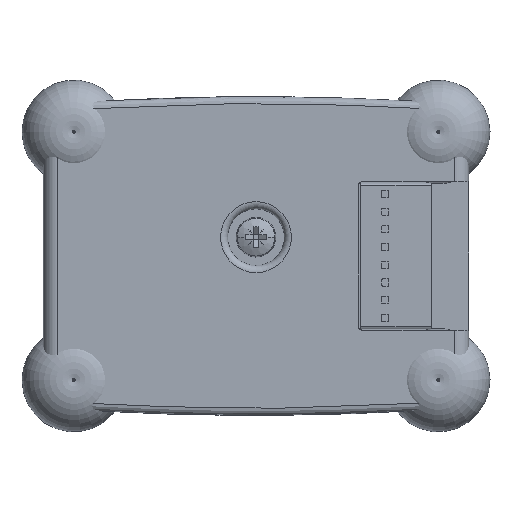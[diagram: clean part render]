
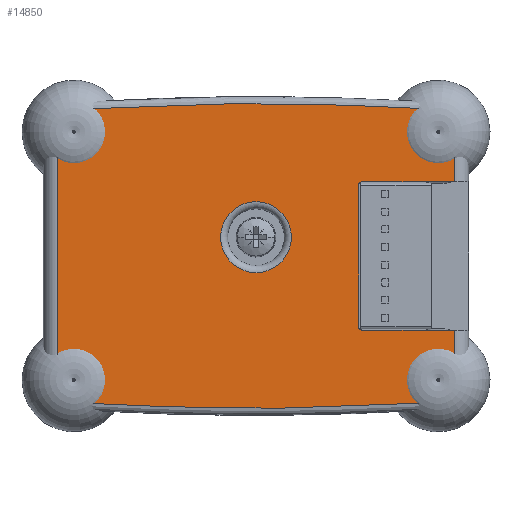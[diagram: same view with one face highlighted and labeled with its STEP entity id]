
A CAD part, top view. The second image highlights one B-rep face of the part: STEP entity #14850.
In plain terms, the highlighted planar face has unit normal (0, 0, 1).
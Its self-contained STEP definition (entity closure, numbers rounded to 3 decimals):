
#649=B_SPLINE_CURVE_WITH_KNOTS('',3,(#20569,#20570,#20571,#20572,#20573,
#20574,#20575,#20576,#20577,#20578,#20579,#20580,#20581,#20582,#20583,#20584,
#20585,#20586,#20587,#20588,#20589,#20590,#20591,#20592,#20593,#20594,#20595,
#20596,#20597,#20598,#20599),.UNSPECIFIED.,.F.,.U.,(4,3,3,3,3,3,3,3,3,3,
4),(-0.005,0.,1.014,1.998,2.612,
2.997,3.381,3.996,4.979,5.993,
5.998),.UNSPECIFIED.);
#650=B_SPLINE_CURVE_WITH_KNOTS('',3,(#20603,#20604,#20605,#20606,#20607,
#20608,#20609,#20610,#20611,#20612,#20613,#20614,#20615,#20616,#20617,#20618,
#20619,#20620,#20621,#20622,#20623,#20624,#20625,#20626,#20627,#20628,#20629,
#20630,#20631,#20632,#20633),.UNSPECIFIED.,.F.,.U.,(4,3,3,3,3,3,3,3,3,3,
4),(-0.005,0.,1.014,1.998,2.612,
2.997,3.381,3.996,4.979,5.993,
5.998),.UNSPECIFIED.);
#868=VECTOR('',#16018,1.);
#870=VECTOR('',#16029,1.);
#876=VECTOR('',#16042,1.);
#879=VECTOR('',#16048,1.);
#880=VECTOR('',#16052,1.);
#2187=LINE('',#20504,#868);
#2189=LINE('',#20515,#870);
#2195=LINE('',#20530,#876);
#2198=LINE('',#20550,#879);
#2199=LINE('',#20601,#880);
#3420=PLANE('',#27794);
#4026=VERTEX_POINT('',#20497);
#4029=VERTEX_POINT('',#20503);
#4031=VERTEX_POINT('',#20509);
#4032=VERTEX_POINT('',#20513);
#4034=VERTEX_POINT('',#20516);
#4038=VERTEX_POINT('',#20526);
#4040=VERTEX_POINT('',#20549);
#4041=VERTEX_POINT('',#20551);
#4043=VERTEX_POINT('',#20568);
#4044=VERTEX_POINT('',#20600);
#4045=VERTEX_POINT('',#20602);
#5363=CIRCLE('',#27785,0.04);
#5366=CIRCLE('',#27790,0.04);
#5367=CIRCLE('',#27795,0.5);
#6252=EDGE_CURVE('',#4026,#4029,#2187,.T.);
#6255=EDGE_CURVE('',#4029,#4031,#5363,.T.);
#6257=EDGE_CURVE('',#4034,#4032,#2189,.T.);
#6262=EDGE_CURVE('',#4038,#4034,#5366,.T.);
#6265=EDGE_CURVE('',#4031,#4038,#2195,.T.);
#6269=EDGE_CURVE('',#4040,#4032,#2198,.T.);
#6270=EDGE_CURVE('',#4026,#4041,#2198,.T.);
#6273=EDGE_CURVE('',#4043,#4043,#5367,.T.);
#6274=EDGE_CURVE('',#4044,#4040,#649,.T.);
#6275=EDGE_CURVE('',#4045,#4044,#2199,.T.);
#6276=EDGE_CURVE('',#4041,#4045,#650,.T.);
#8675=ORIENTED_EDGE('',*,*,#6273,.F.);
#8676=ORIENTED_EDGE('',*,*,#6252,.T.);
#8677=ORIENTED_EDGE('',*,*,#6255,.T.);
#8678=ORIENTED_EDGE('',*,*,#6265,.T.);
#8679=ORIENTED_EDGE('',*,*,#6262,.T.);
#8680=ORIENTED_EDGE('',*,*,#6257,.T.);
#8681=ORIENTED_EDGE('',*,*,#6269,.F.);
#8682=ORIENTED_EDGE('',*,*,#6274,.F.);
#8683=ORIENTED_EDGE('',*,*,#6275,.F.);
#8684=ORIENTED_EDGE('',*,*,#6276,.F.);
#8685=ORIENTED_EDGE('',*,*,#6270,.F.);
#12759=EDGE_LOOP('',(#8675));
#12760=EDGE_LOOP('',(#8676,#8677,#8678,#8679,#8680,#8681,#8682,#8683,#8684,
#8685));
#13820=FACE_BOUND('',#12759,.T.);
#13821=FACE_BOUND('',#12760,.T.);
#14850=ADVANCED_FACE('',(#13820,#13821),#3420,.T.);
#16018=DIRECTION('',(-1.,0.,0.));
#16024=DIRECTION('',(0.,0.,-1.));
#16025=DIRECTION('',(0.04,0.,0.));
#16029=DIRECTION('',(1.,0.,0.));
#16037=DIRECTION('',(0.,0.,-1.));
#16038=DIRECTION('',(0.04,0.,0.));
#16042=DIRECTION('',(0.,1.,0.));
#16048=DIRECTION('',(0.,-1.,0.));
#16049=DIRECTION('',(0.,0.,1.));
#16050=DIRECTION('',(0.,0.,1.));
#16051=DIRECTION('',(0.,-0.5,0.));
#16052=DIRECTION('',(0.,1.,0.));
#20497=CARTESIAN_POINT('',(2.8,-1.045,0.95));
#20503=CARTESIAN_POINT('',(1.49,-1.045,0.95));
#20504=CARTESIAN_POINT('',(1.123,-1.045,0.95));
#20509=CARTESIAN_POINT('',(1.45,-1.005,0.95));
#20510=CARTESIAN_POINT('',(1.49,-1.005,0.95));
#20513=CARTESIAN_POINT('',(2.8,1.045,0.95));
#20515=CARTESIAN_POINT('',(1.123,1.045,0.95));
#20516=CARTESIAN_POINT('',(1.49,1.045,0.95));
#20525=CARTESIAN_POINT('',(1.49,1.005,0.95));
#20526=CARTESIAN_POINT('',(1.45,1.005,0.95));
#20530=CARTESIAN_POINT('',(1.45,0.,0.95));
#20549=CARTESIAN_POINT('',(2.8,2.06,0.95));
#20550=CARTESIAN_POINT('',(2.8,0.,0.95));
#20551=CARTESIAN_POINT('',(2.8,-2.06,0.95));
#20566=CARTESIAN_POINT('',(0.,0.,0.95));
#20567=CARTESIAN_POINT('',(0.,0.265,0.95));
#20568=CARTESIAN_POINT('',(0.,0.765,0.95));
#20569=CARTESIAN_POINT('',(-3.,2.05,0.95));
#20570=CARTESIAN_POINT('',(-2.998,2.05,0.95));
#20571=CARTESIAN_POINT('',(-2.997,2.05,0.95));
#20572=CARTESIAN_POINT('',(-2.995,2.05,0.95));
#20573=CARTESIAN_POINT('',(-2.657,2.067,0.95));
#20574=CARTESIAN_POINT('',(-2.32,2.084,0.95));
#20575=CARTESIAN_POINT('',(-1.982,2.099,0.95));
#20576=CARTESIAN_POINT('',(-1.654,2.113,0.95));
#20577=CARTESIAN_POINT('',(-1.326,2.126,0.95));
#20578=CARTESIAN_POINT('',(-0.999,2.135,0.95));
#20579=CARTESIAN_POINT('',(-0.794,2.141,0.95));
#20580=CARTESIAN_POINT('',(-0.589,2.145,0.95));
#20581=CARTESIAN_POINT('',(-0.384,2.148,0.95));
#20582=CARTESIAN_POINT('',(-0.256,2.149,0.95));
#20583=CARTESIAN_POINT('',(-0.128,2.15,0.95));
#20584=CARTESIAN_POINT('',(0.,2.15,0.95));
#20585=CARTESIAN_POINT('',(0.128,2.15,0.95));
#20586=CARTESIAN_POINT('',(0.256,2.149,0.95));
#20587=CARTESIAN_POINT('',(0.384,2.148,0.95));
#20588=CARTESIAN_POINT('',(0.589,2.145,0.95));
#20589=CARTESIAN_POINT('',(0.794,2.141,0.95));
#20590=CARTESIAN_POINT('',(0.999,2.135,0.95));
#20591=CARTESIAN_POINT('',(1.326,2.126,0.95));
#20592=CARTESIAN_POINT('',(1.654,2.113,0.95));
#20593=CARTESIAN_POINT('',(1.982,2.099,0.95));
#20594=CARTESIAN_POINT('',(2.32,2.084,0.95));
#20595=CARTESIAN_POINT('',(2.657,2.067,0.95));
#20596=CARTESIAN_POINT('',(2.995,2.05,0.95));
#20597=CARTESIAN_POINT('',(2.997,2.05,0.95));
#20598=CARTESIAN_POINT('',(2.998,2.05,0.95));
#20599=CARTESIAN_POINT('',(3.,2.05,0.95));
#20600=CARTESIAN_POINT('',(-2.8,2.06,0.95));
#20601=CARTESIAN_POINT('',(-2.8,0.,0.95));
#20602=CARTESIAN_POINT('',(-2.8,-2.06,0.95));
#20603=CARTESIAN_POINT('',(3.,-2.05,0.95));
#20604=CARTESIAN_POINT('',(2.998,-2.05,0.95));
#20605=CARTESIAN_POINT('',(2.997,-2.05,0.95));
#20606=CARTESIAN_POINT('',(2.995,-2.05,0.95));
#20607=CARTESIAN_POINT('',(2.657,-2.067,0.95));
#20608=CARTESIAN_POINT('',(2.32,-2.084,0.95));
#20609=CARTESIAN_POINT('',(1.982,-2.099,0.95));
#20610=CARTESIAN_POINT('',(1.654,-2.113,0.95));
#20611=CARTESIAN_POINT('',(1.326,-2.126,0.95));
#20612=CARTESIAN_POINT('',(0.999,-2.135,0.95));
#20613=CARTESIAN_POINT('',(0.794,-2.141,0.95));
#20614=CARTESIAN_POINT('',(0.589,-2.145,0.95));
#20615=CARTESIAN_POINT('',(0.384,-2.148,0.95));
#20616=CARTESIAN_POINT('',(0.256,-2.149,0.95));
#20617=CARTESIAN_POINT('',(0.128,-2.15,0.95));
#20618=CARTESIAN_POINT('',(0.,-2.15,0.95));
#20619=CARTESIAN_POINT('',(-0.128,-2.15,0.95));
#20620=CARTESIAN_POINT('',(-0.256,-2.149,0.95));
#20621=CARTESIAN_POINT('',(-0.384,-2.148,0.95));
#20622=CARTESIAN_POINT('',(-0.589,-2.145,0.95));
#20623=CARTESIAN_POINT('',(-0.794,-2.141,0.95));
#20624=CARTESIAN_POINT('',(-0.999,-2.135,0.95));
#20625=CARTESIAN_POINT('',(-1.326,-2.126,0.95));
#20626=CARTESIAN_POINT('',(-1.654,-2.113,0.95));
#20627=CARTESIAN_POINT('',(-1.982,-2.099,0.95));
#20628=CARTESIAN_POINT('',(-2.32,-2.084,0.95));
#20629=CARTESIAN_POINT('',(-2.657,-2.067,0.95));
#20630=CARTESIAN_POINT('',(-2.995,-2.05,0.95));
#20631=CARTESIAN_POINT('',(-2.997,-2.05,0.95));
#20632=CARTESIAN_POINT('',(-2.998,-2.05,0.95));
#20633=CARTESIAN_POINT('',(-3.,-2.05,0.95));
#27785=AXIS2_PLACEMENT_3D('',#20510,#16024,#16025);
#27790=AXIS2_PLACEMENT_3D('',#20525,#16037,#16038);
#27794=AXIS2_PLACEMENT_3D('',#20566,#16049,$);
#27795=AXIS2_PLACEMENT_3D('',#20567,#16050,#16051);
